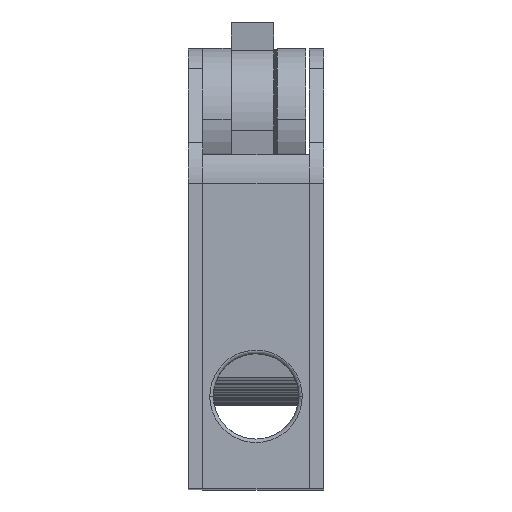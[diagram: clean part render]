
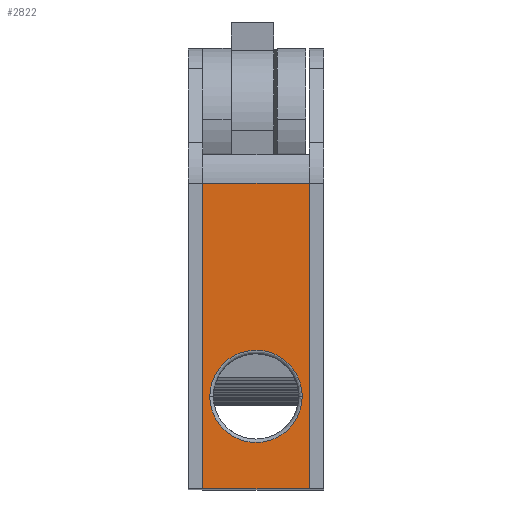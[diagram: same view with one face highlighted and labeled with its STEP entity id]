
A CAD part, top view. The second image highlights one B-rep face of the part: STEP entity #2822.
In plain terms, the highlighted free-form (B-spline) face has degree [1, 1] with [2, 2] control points.
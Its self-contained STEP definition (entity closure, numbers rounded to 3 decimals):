
#299 = VERTEX_POINT('',#300);
#300 = CARTESIAN_POINT('',(7.582,15.164,
    58.324));
#306 = EDGE_CURVE('',#307,#299,#309,.T.);
#307 = VERTEX_POINT('',#308);
#308 = CARTESIAN_POINT('',(-7.582,15.164,
    58.324));
#309 = ( BOUNDED_CURVE() B_SPLINE_CURVE(2,(#310,#311,#312,#313,#314),
.UNSPECIFIED.,.F.,.F.) B_SPLINE_CURVE_WITH_KNOTS((3,2,3),(0.,
1.571,3.142),.PIECEWISE_BEZIER_KNOTS.) CURVE() 
GEOMETRIC_REPRESENTATION_ITEM() RATIONAL_B_SPLINE_CURVE((1.,
0.707,1.,0.707,1.)) REPRESENTATION_ITEM('') );
#310 = CARTESIAN_POINT('',(-7.582,15.164,
    58.324));
#311 = CARTESIAN_POINT('',(-7.582,22.746,
    58.324));
#312 = CARTESIAN_POINT('',(0.,22.746,
    58.324));
#313 = CARTESIAN_POINT('',(7.582,22.746,
    58.324));
#314 = CARTESIAN_POINT('',(7.582,15.164,
    58.324));
#1141 = VERTEX_POINT('',#1142);
#1142 = CARTESIAN_POINT('',(8.749,50.159,
    58.324));
#1148 = EDGE_CURVE('',#1141,#1149,#1151,.T.);
#1149 = VERTEX_POINT('',#1150);
#1150 = CARTESIAN_POINT('',(8.749,0.,58.324));
#1151 = B_SPLINE_CURVE_WITH_KNOTS('',1,(#1152,#1153),.UNSPECIFIED.,.F.,
  .F.,(2,2),(-43.,-0.),.PIECEWISE_BEZIER_KNOTS.);
#1152 = CARTESIAN_POINT('',(8.749,50.159,
    58.324));
#1153 = CARTESIAN_POINT('',(8.749,0.,58.324));
#1244 = VERTEX_POINT('',#1245);
#1245 = CARTESIAN_POINT('',(-8.749,0.,58.324));
#1250 = EDGE_CURVE('',#1251,#1244,#1253,.T.);
#1251 = VERTEX_POINT('',#1252);
#1252 = CARTESIAN_POINT('',(-8.749,50.159,
    58.324));
#1253 = B_SPLINE_CURVE_WITH_KNOTS('',1,(#1254,#1255),.UNSPECIFIED.,.F.,
  .F.,(2,2),(-43.,-0.),.PIECEWISE_BEZIER_KNOTS.);
#1254 = CARTESIAN_POINT('',(-8.749,50.159,
    58.324));
#1255 = CARTESIAN_POINT('',(-8.749,0.,58.324));
#2809 = EDGE_CURVE('',#1141,#1251,#2810,.T.);
#2810 = B_SPLINE_CURVE_WITH_KNOTS('',1,(#2811,#2812),.UNSPECIFIED.,.F.,
  .F.,(2,2),(-0.,15.),.PIECEWISE_BEZIER_KNOTS.);
#2811 = CARTESIAN_POINT('',(8.749,50.159,
    58.324));
#2812 = CARTESIAN_POINT('',(-8.749,50.159,
    58.324));
#2822 = ADVANCED_FACE('',(#2823,#2834),#2844,.F.);
#2823 = FACE_BOUND('',#2824,.T.);
#2824 = EDGE_LOOP('',(#2825,#2826));
#2825 = ORIENTED_EDGE('',*,*,#306,.T.);
#2826 = ORIENTED_EDGE('',*,*,#2827,.T.);
#2827 = EDGE_CURVE('',#299,#307,#2828,.T.);
#2828 = ( BOUNDED_CURVE() B_SPLINE_CURVE(2,(#2829,#2830,#2831,#2832,
#2833),.UNSPECIFIED.,.F.,.F.) B_SPLINE_CURVE_WITH_KNOTS((3,2,3),(
    3.142,4.712,6.283),
.PIECEWISE_BEZIER_KNOTS.) CURVE() GEOMETRIC_REPRESENTATION_ITEM() 
RATIONAL_B_SPLINE_CURVE((1.,0.707,1.,0.707,1.)) 
REPRESENTATION_ITEM('') );
#2829 = CARTESIAN_POINT('',(7.582,15.164,
    58.324));
#2830 = CARTESIAN_POINT('',(7.582,7.582,
    58.324));
#2831 = CARTESIAN_POINT('',(0.,7.582,
    58.324));
#2832 = CARTESIAN_POINT('',(-7.582,7.582,
    58.324));
#2833 = CARTESIAN_POINT('',(-7.582,15.164,
    58.324));
#2834 = FACE_BOUND('',#2835,.T.);
#2835 = EDGE_LOOP('',(#2836,#2837,#2842,#2843));
#2836 = ORIENTED_EDGE('',*,*,#1250,.T.);
#2837 = ORIENTED_EDGE('',*,*,#2838,.F.);
#2838 = EDGE_CURVE('',#1149,#1244,#2839,.T.);
#2839 = B_SPLINE_CURVE_WITH_KNOTS('',1,(#2840,#2841),.UNSPECIFIED.,.F.,
  .F.,(2,2),(-0.,15.),.PIECEWISE_BEZIER_KNOTS.);
#2840 = CARTESIAN_POINT('',(8.749,0.,58.324));
#2841 = CARTESIAN_POINT('',(-8.749,0.,58.324));
#2842 = ORIENTED_EDGE('',*,*,#1148,.F.);
#2843 = ORIENTED_EDGE('',*,*,#2809,.T.);
#2844 = B_SPLINE_SURFACE_WITH_KNOTS('',1,1,(
    (#2845,#2846)
    ,(#2847,#2848
    )),.UNSPECIFIED.,.F.,.F.,.F.,(2,2),(2,2),(0.,15.),(0.,43.),
  .PIECEWISE_BEZIER_KNOTS.);
#2845 = CARTESIAN_POINT('',(8.749,0.,58.324));
#2846 = CARTESIAN_POINT('',(8.749,50.159,
    58.324));
#2847 = CARTESIAN_POINT('',(-8.749,0.,58.324));
#2848 = CARTESIAN_POINT('',(-8.749,50.159,
    58.324));
